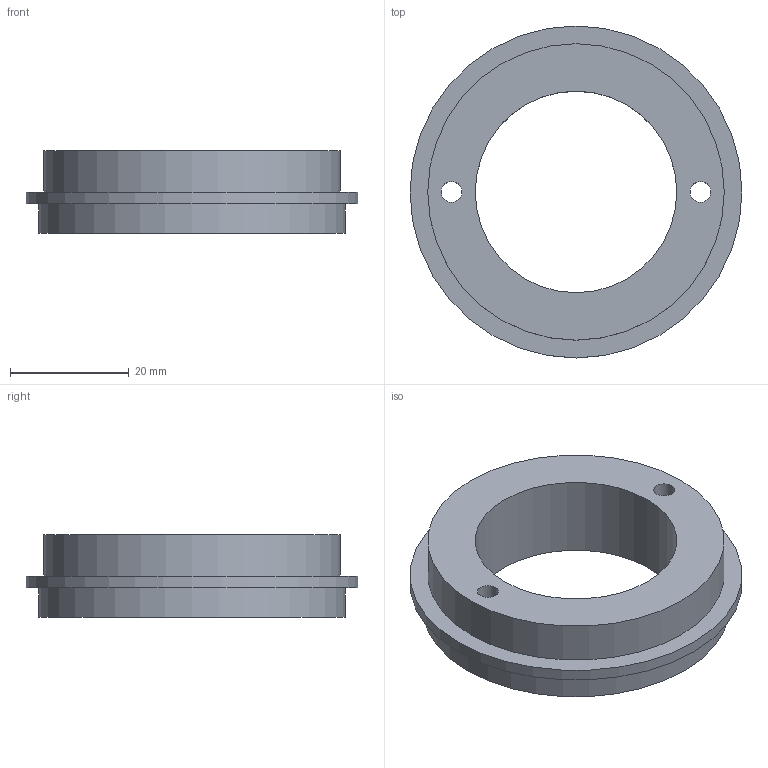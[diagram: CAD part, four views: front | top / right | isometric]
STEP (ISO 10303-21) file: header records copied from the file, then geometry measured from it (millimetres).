
FILE_DESCRIPTION(/* description */ (''),/* implementation_level */ '2;1');
FILE_NAME(/* name */ 'MotorizedRevolver-SM2-adapter.stp',/* time_stamp */ '2023-03-14T16:18:07+01:00',/* author */ ('nvladi'),/* organization */ (''),/* preprocessor_version */ 'ST-DEVELOPER v18.1',/* originating_system */ 'Autodesk Inventor 2021',/* authorisation */ '');
FILE_SCHEMA (('AUTOMOTIVE_DESIGN { 1 0 10303 214 3 1 1 }'));
Length unit declared in the file: millimetre
Products named in the file (1): MotorizedRevolver-SM2-adapter
Bounding box: 56 x 56 x 14 mm (x, y, z)
Volume: 15993.7 mm3; surface area: 7213.7 mm2
Topology: 1 solids, 1 shells, 14 faces, 39 edges, 31 vertices
Faces by surface type: cylinder 8, plane 6
Full cylindrical faces by diameter (mm): 3.5 x2, 6.5 x2, 34 x1, 50 x1, 51.689 x1, 56 x1
Entity records: 541 total; most frequent: DIRECTION 100, CARTESIAN_POINT 81, ORIENTED_EDGE 70, AXIS2_PLACEMENT_3D 46, EDGE_CURVE 35, CIRCLE 31, VERTEX_POINT 27, EDGE_LOOP 24
